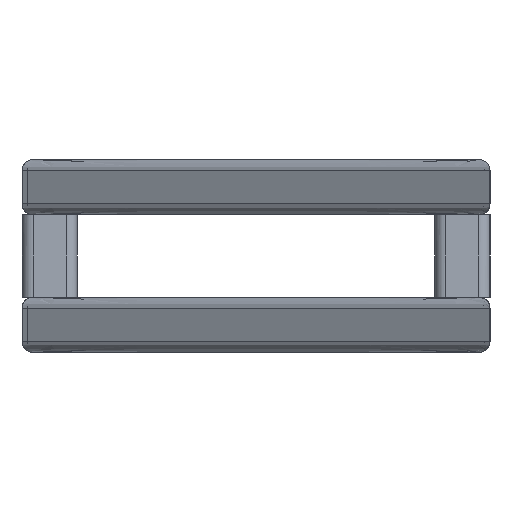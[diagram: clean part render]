
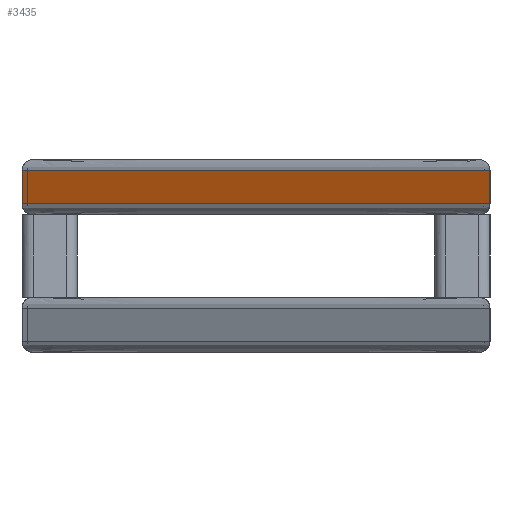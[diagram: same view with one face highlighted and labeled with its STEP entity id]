
A CAD part, left-side view. The second image highlights one B-rep face of the part: STEP entity #3435.
In plain terms, the highlighted free-form (B-spline) face has degree [1, 1] with [2, 2] control points.
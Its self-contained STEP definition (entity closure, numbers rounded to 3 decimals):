
#3406 = VERTEX_POINT('',#3407);
#3407 = CARTESIAN_POINT('',(-752.323,-25.691,
    15.415));
#3416 = VERTEX_POINT('',#3417);
#3417 = CARTESIAN_POINT('',(-485.418,411.062,
    15.415));
#3424 = EDGE_CURVE('',#3406,#3416,#3425,.T.);
#3425 = B_SPLINE_CURVE_WITH_KNOTS('',1,(#3426,#3427),.UNSPECIFIED.,.F.,
  .F.,(2,2),(-35.661,362.8),.PIECEWISE_BEZIER_KNOTS.);
#3426 = CARTESIAN_POINT('',(-752.323,-25.691,
    15.415));
#3427 = CARTESIAN_POINT('',(-485.418,411.062,
    15.415));
#3435 = ADVANCED_FACE('',(#3436),#3458,.F.);
#3436 = FACE_BOUND('',#3437,.T.);
#3437 = EDGE_LOOP('',(#3438,#3445,#3446,#3453));
#3438 = ORIENTED_EDGE('',*,*,#3439,.F.);
#3439 = EDGE_CURVE('',#3406,#3440,#3442,.T.);
#3440 = VERTEX_POINT('',#3441);
#3441 = CARTESIAN_POINT('',(-752.323,-25.691,
    -15.415));
#3442 = B_SPLINE_CURVE_WITH_KNOTS('',1,(#3443,#3444),.UNSPECIFIED.,.F.,
  .F.,(2,2),(0.,24.),.PIECEWISE_BEZIER_KNOTS.);
#3443 = CARTESIAN_POINT('',(-752.323,-25.691,
    15.415));
#3444 = CARTESIAN_POINT('',(-752.323,-25.691,
    -15.415));
#3445 = ORIENTED_EDGE('',*,*,#3424,.T.);
#3446 = ORIENTED_EDGE('',*,*,#3447,.F.);
#3447 = EDGE_CURVE('',#3448,#3416,#3450,.T.);
#3448 = VERTEX_POINT('',#3449);
#3449 = CARTESIAN_POINT('',(-485.418,411.062,
    -15.415));
#3450 = B_SPLINE_CURVE_WITH_KNOTS('',1,(#3451,#3452),.UNSPECIFIED.,.F.,
  .F.,(2,2),(-24.,0.),.PIECEWISE_BEZIER_KNOTS.);
#3451 = CARTESIAN_POINT('',(-485.418,411.062,
    -15.415));
#3452 = CARTESIAN_POINT('',(-485.418,411.062,
    15.415));
#3453 = ORIENTED_EDGE('',*,*,#3454,.F.);
#3454 = EDGE_CURVE('',#3440,#3448,#3455,.T.);
#3455 = B_SPLINE_CURVE_WITH_KNOTS('',1,(#3456,#3457),.UNSPECIFIED.,.F.,
  .F.,(2,2),(-35.661,362.8),.PIECEWISE_BEZIER_KNOTS.);
#3456 = CARTESIAN_POINT('',(-752.323,-25.691,
    -15.415));
#3457 = CARTESIAN_POINT('',(-485.418,411.062,
    -15.415));
#3458 = B_SPLINE_SURFACE_WITH_KNOTS('',1,1,(
    (#3459,#3460)
    ,(#3461,#3462
    )),.UNSPECIFIED.,.F.,.F.,.F.,(2,2),(2,2),(-35.661,
    362.8),(-24.,0.),
  .PIECEWISE_BEZIER_KNOTS.);
#3459 = CARTESIAN_POINT('',(-752.323,-25.691,
    -15.415));
#3460 = CARTESIAN_POINT('',(-752.323,-25.691,
    15.415));
#3461 = CARTESIAN_POINT('',(-485.418,411.062,
    -15.415));
#3462 = CARTESIAN_POINT('',(-485.418,411.062,
    15.415));
